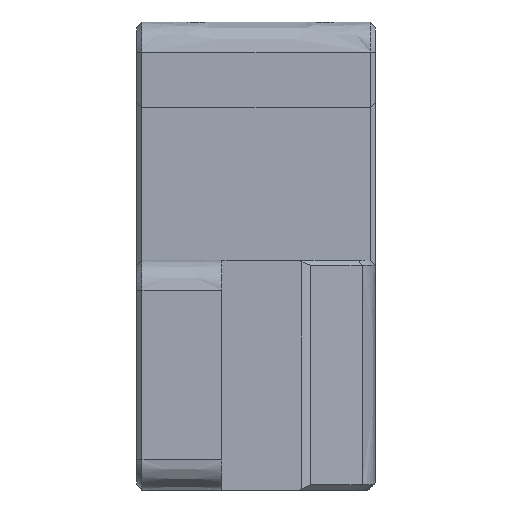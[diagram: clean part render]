
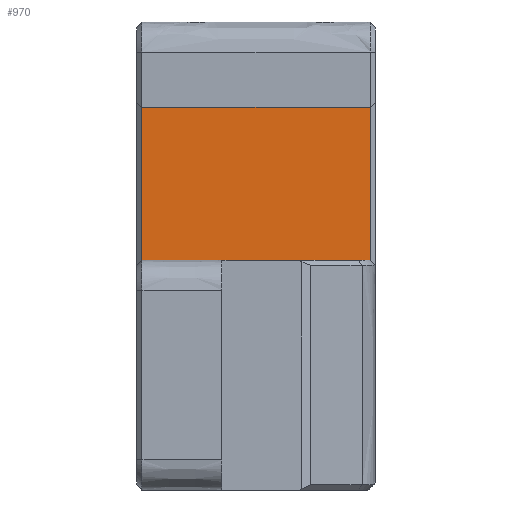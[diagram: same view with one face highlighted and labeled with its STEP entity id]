
A CAD part, left-side view. The second image highlights one B-rep face of the part: STEP entity #970.
In plain terms, the highlighted planar face has unit normal (-1, 0, 0).
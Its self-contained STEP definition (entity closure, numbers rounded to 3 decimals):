
#127=FACE_OUTER_BOUND('',#188,.T.);
#188=EDGE_LOOP('',(#712,#713,#714,#715));
#257=LINE('',#1411,#340);
#273=LINE('',#1597,#356);
#274=LINE('',#1599,#357);
#275=LINE('',#1600,#358);
#340=VECTOR('',#1117,10.);
#356=VECTOR('',#1143,10.);
#357=VECTOR('',#1144,10.);
#358=VECTOR('',#1145,10.);
#402=VERTEX_POINT('',#1281);
#409=VERTEX_POINT('',#1295);
#438=VERTEX_POINT('',#1596);
#439=VERTEX_POINT('',#1598);
#515=EDGE_CURVE('',#409,#402,#257,.T.);
#543=EDGE_CURVE('',#409,#438,#273,.T.);
#544=EDGE_CURVE('',#439,#438,#274,.T.);
#545=EDGE_CURVE('',#402,#439,#275,.T.);
#712=ORIENTED_EDGE('',*,*,#515,.F.);
#713=ORIENTED_EDGE('',*,*,#543,.T.);
#714=ORIENTED_EDGE('',*,*,#544,.F.);
#715=ORIENTED_EDGE('',*,*,#545,.F.);
#927=PLANE('',#1036);
#970=ADVANCED_FACE('',(#127),#927,.T.);
#1036=AXIS2_PLACEMENT_3D('',#1595,#1141,#1142);
#1117=DIRECTION('',(0.,0.,-1.));
#1141=DIRECTION('center_axis',(-1.,0.,0.));
#1142=DIRECTION('ref_axis',(0.,0.,1.));
#1143=DIRECTION('',(0.,1.,0.));
#1144=DIRECTION('',(0.,0.,1.));
#1145=DIRECTION('',(0.,1.,0.));
#1281=CARTESIAN_POINT('',(0.,0.6,-18.));
#1295=CARTESIAN_POINT('',(0.,0.6,0.));
#1411=CARTESIAN_POINT('',(0.,0.6,-6.5));
#1595=CARTESIAN_POINT('Origin',(0.,0.,-18.));
#1596=CARTESIAN_POINT('',(0.,27.4,0.));
#1597=CARTESIAN_POINT('',(0.,0.,0.));
#1598=CARTESIAN_POINT('',(0.,27.4,-18.));
#1599=CARTESIAN_POINT('',(0.,27.4,-6.5));
#1600=CARTESIAN_POINT('',(0.,0.,-18.));
